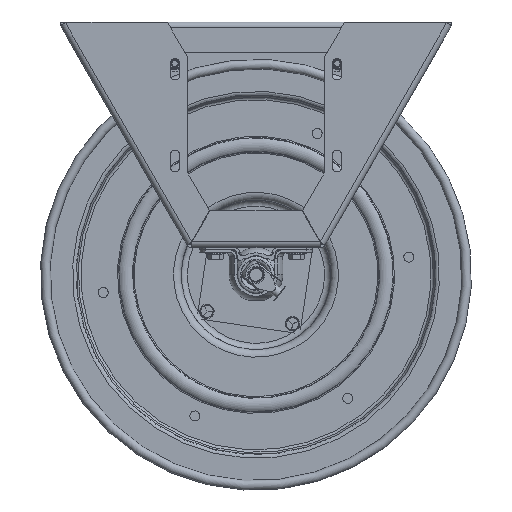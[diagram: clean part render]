
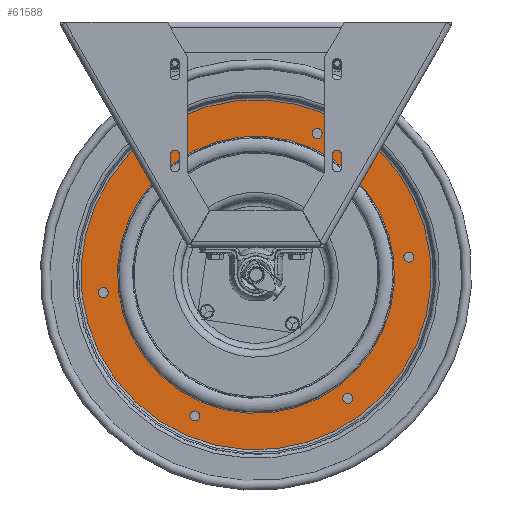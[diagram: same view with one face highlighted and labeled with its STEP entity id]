
A CAD part, front view. The second image highlights one B-rep face of the part: STEP entity #61588.
In plain terms, the highlighted planar face has unit normal (0, -1, 0).
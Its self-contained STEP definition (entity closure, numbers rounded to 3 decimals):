
#1525=FACE_BOUND('',#6765,.T.);
#1526=FACE_BOUND('',#6766,.T.);
#1527=FACE_BOUND('',#6767,.T.);
#1528=FACE_BOUND('',#6768,.T.);
#1529=FACE_BOUND('',#6769,.T.);
#1530=FACE_BOUND('',#6770,.T.);
#1531=FACE_BOUND('',#6771,.T.);
#2056=PLANE('',#65226);
#3660=FACE_OUTER_BOUND('',#6764,.T.);
#6764=EDGE_LOOP('',(#45144,#45145));
#6765=EDGE_LOOP('',(#45146,#45147));
#6766=EDGE_LOOP('',(#45148));
#6767=EDGE_LOOP('',(#45149));
#6768=EDGE_LOOP('',(#45150));
#6769=EDGE_LOOP('',(#45151));
#6770=EDGE_LOOP('',(#45152));
#6771=EDGE_LOOP('',(#45153));
#20260=CIRCLE('',#65223,5.667);
#20262=CIRCLE('',#65225,5.667);
#20263=CIRCLE('',#65227,7.159);
#20264=CIRCLE('',#65228,7.159);
#20265=CIRCLE('',#65229,0.205);
#20266=CIRCLE('',#65230,0.205);
#20267=CIRCLE('',#65231,0.205);
#20268=CIRCLE('',#65232,0.205);
#20269=CIRCLE('',#65233,0.205);
#20270=CIRCLE('',#65234,0.205);
#25241=VERTEX_POINT('',#103721);
#25242=VERTEX_POINT('',#103722);
#25243=VERTEX_POINT('',#103727);
#25244=VERTEX_POINT('',#103728);
#25245=VERTEX_POINT('',#103731);
#25246=VERTEX_POINT('',#103733);
#25247=VERTEX_POINT('',#103735);
#25248=VERTEX_POINT('',#103737);
#25249=VERTEX_POINT('',#103739);
#25250=VERTEX_POINT('',#103741);
#33240=EDGE_CURVE('',#25241,#25242,#20260,.T.);
#33242=EDGE_CURVE('',#25242,#25241,#20262,.T.);
#33243=EDGE_CURVE('',#25243,#25244,#20263,.T.);
#33244=EDGE_CURVE('',#25244,#25243,#20264,.T.);
#33245=EDGE_CURVE('',#25245,#25245,#20265,.T.);
#33246=EDGE_CURVE('',#25246,#25246,#20266,.T.);
#33247=EDGE_CURVE('',#25247,#25247,#20267,.T.);
#33248=EDGE_CURVE('',#25248,#25248,#20268,.T.);
#33249=EDGE_CURVE('',#25249,#25249,#20269,.T.);
#33250=EDGE_CURVE('',#25250,#25250,#20270,.T.);
#45144=ORIENTED_EDGE('',*,*,#33243,.T.);
#45145=ORIENTED_EDGE('',*,*,#33244,.T.);
#45146=ORIENTED_EDGE('',*,*,#33240,.F.);
#45147=ORIENTED_EDGE('',*,*,#33242,.F.);
#45148=ORIENTED_EDGE('',*,*,#33245,.T.);
#45149=ORIENTED_EDGE('',*,*,#33246,.T.);
#45150=ORIENTED_EDGE('',*,*,#33247,.T.);
#45151=ORIENTED_EDGE('',*,*,#33248,.T.);
#45152=ORIENTED_EDGE('',*,*,#33249,.T.);
#45153=ORIENTED_EDGE('',*,*,#33250,.T.);
#61588=ADVANCED_FACE('',(#3660,#1525,#1526,#1527,#1528,#1529,#1530,#1531),
#2056,.T.);
#65223=AXIS2_PLACEMENT_3D('',#103723,#73780,#73781);
#65225=AXIS2_PLACEMENT_3D('',#103725,#73784,#73785);
#65226=AXIS2_PLACEMENT_3D('',#103726,#73786,#73787);
#65227=AXIS2_PLACEMENT_3D('',#103729,#73788,#73789);
#65228=AXIS2_PLACEMENT_3D('',#103730,#73790,#73791);
#65229=AXIS2_PLACEMENT_3D('',#103732,#73792,#73793);
#65230=AXIS2_PLACEMENT_3D('',#103734,#73794,#73795);
#65231=AXIS2_PLACEMENT_3D('',#103736,#73796,#73797);
#65232=AXIS2_PLACEMENT_3D('',#103738,#73798,#73799);
#65233=AXIS2_PLACEMENT_3D('',#103740,#73800,#73801);
#65234=AXIS2_PLACEMENT_3D('',#103742,#73802,#73803);
#73780=DIRECTION('center_axis',(0.,-1.,0.));
#73781=DIRECTION('ref_axis',(0.803,0.,0.597));
#73784=DIRECTION('center_axis',(0.,-1.,0.));
#73785=DIRECTION('ref_axis',(0.803,0.,0.597));
#73786=DIRECTION('center_axis',(0.,-1.,0.));
#73787=DIRECTION('ref_axis',(0.597,0.,-0.803));
#73788=DIRECTION('center_axis',(0.,-1.,0.));
#73789=DIRECTION('ref_axis',(0.803,0.,0.597));
#73790=DIRECTION('center_axis',(0.,-1.,0.));
#73791=DIRECTION('ref_axis',(0.803,0.,0.597));
#73792=DIRECTION('center_axis',(0.,1.,0.));
#73793=DIRECTION('ref_axis',(-0.803,0.,-0.597));
#73794=DIRECTION('center_axis',(0.,1.,0.));
#73795=DIRECTION('ref_axis',(-0.918,0.,0.397));
#73796=DIRECTION('center_axis',(0.,1.,0.));
#73797=DIRECTION('ref_axis',(-0.115,0.,0.993));
#73798=DIRECTION('center_axis',(0.,1.,0.));
#73799=DIRECTION('ref_axis',(0.803,0.,0.597));
#73800=DIRECTION('center_axis',(0.,1.,0.));
#73801=DIRECTION('ref_axis',(0.918,0.,-0.397));
#73802=DIRECTION('center_axis',(0.,1.,0.));
#73803=DIRECTION('ref_axis',(0.115,0.,-0.993));
#103721=CARTESIAN_POINT('',(4.548,-4.153,3.371));
#103722=CARTESIAN_POINT('',(-3.381,-4.153,4.538));
#103723=CARTESIAN_POINT('Origin',(0.,-4.153,
-0.01));
#103725=CARTESIAN_POINT('Origin',(0.,-4.153,
-0.01));
#103726=CARTESIAN_POINT('Origin',(5.147,-4.153,3.816));
#103727=CARTESIAN_POINT('',(5.746,-4.153,4.261));
#103728=CARTESIAN_POINT('',(-4.271,-4.153,5.736));
#103729=CARTESIAN_POINT('Origin',(0.,-4.153,
-0.01));
#103730=CARTESIAN_POINT('Origin',(0.,-4.153,
-0.01));
#103731=CARTESIAN_POINT('',(-3.588,-4.153,5.161));
#103732=CARTESIAN_POINT('Origin',(-3.752,-4.153,5.038));
#103733=CARTESIAN_POINT('',(2.684,-4.153,5.682));
#103734=CARTESIAN_POINT('Origin',(2.496,-4.153,5.764));
#103735=CARTESIAN_POINT('',(6.272,-4.153,0.512));
#103736=CARTESIAN_POINT('Origin',(6.248,-4.153,0.715));
#103737=CARTESIAN_POINT('',(3.588,-4.153,-5.181));
#103738=CARTESIAN_POINT('Origin',(3.752,-4.153,-5.058));
#103739=CARTESIAN_POINT('',(-2.684,-4.153,-5.702));
#103740=CARTESIAN_POINT('Origin',(-2.496,-4.153,-5.784));
#103741=CARTESIAN_POINT('',(-6.272,-4.153,-0.532));
#103742=CARTESIAN_POINT('Origin',(-6.248,-4.153,-0.735));
